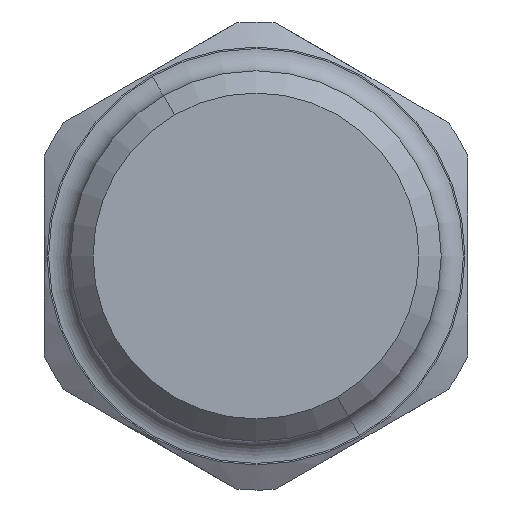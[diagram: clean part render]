
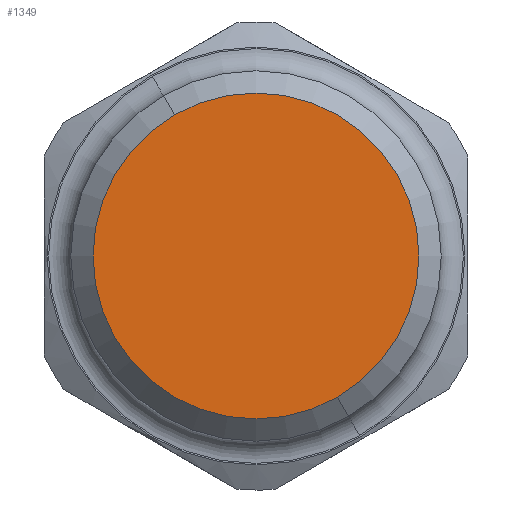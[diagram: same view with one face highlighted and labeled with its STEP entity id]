
A CAD part, left-side view. The second image highlights one B-rep face of the part: STEP entity #1349.
In plain terms, the highlighted planar face has unit normal (-1, 0, 0).
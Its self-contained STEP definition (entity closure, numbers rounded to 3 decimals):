
#603 = EDGE_CURVE ( 'NONE', #3319, #4740, #8246, .T. ) ;
#1161 = AXIS2_PLACEMENT_3D ( 'NONE', #7135, #3555, #6485 ) ;
#1349 = ADVANCED_FACE ( 'NONE', ( #5978 ), #2768, .F. ) ;
#1501 = CARTESIAN_POINT ( 'NONE',  ( 12.7, -5.5, -9.526 ) ) ;
#1679 = ORIENTED_EDGE ( 'NONE', *, *, #3577, .T. ) ;
#2768 = PLANE ( 'NONE',  #7656 ) ;
#2800 = DIRECTION ( 'NONE',  ( 1., 0., 0. ) ) ;
#3319 = VERTEX_POINT ( 'NONE', #4688 ) ;
#3555 = DIRECTION ( 'NONE',  ( -1., 0., 0. ) ) ;
#3577 = EDGE_CURVE ( 'NONE', #4740, #3319, #7517, .T. ) ;
#4012 = CARTESIAN_POINT ( 'NONE',  ( 12.7, 0., 0. ) ) ;
#4051 = AXIS2_PLACEMENT_3D ( 'NONE', #4012, #9000, #6149 ) ;
#4261 = DIRECTION ( 'NONE',  ( 0., 0.866, -0.5 ) ) ;
#4688 = CARTESIAN_POINT ( 'NONE',  ( 12.7, 5.5, 9.526 ) ) ;
#4717 = ORIENTED_EDGE ( 'NONE', *, *, #603, .T. ) ;
#4740 = VERTEX_POINT ( 'NONE', #1501 ) ;
#5978 = FACE_OUTER_BOUND ( 'NONE', #8380, .T. ) ;
#6149 = DIRECTION ( 'NONE',  ( 0., 0.866, -0.5 ) ) ;
#6485 = DIRECTION ( 'NONE',  ( 0., 0.866, -0.5 ) ) ;
#7135 = CARTESIAN_POINT ( 'NONE',  ( 12.7, 0., 0. ) ) ;
#7517 = CIRCLE ( 'NONE', #1161, 11. ) ;
#7656 = AXIS2_PLACEMENT_3D ( 'NONE', #7934, #2800, #4261 ) ;
#7934 = CARTESIAN_POINT ( 'NONE',  ( 12.7, -40.348, -34.44 ) ) ;
#8246 = CIRCLE ( 'NONE', #4051, 11. ) ;
#8380 = EDGE_LOOP ( 'NONE', ( #4717, #1679 ) ) ;
#9000 = DIRECTION ( 'NONE',  ( -1., 0., 0. ) ) ;
